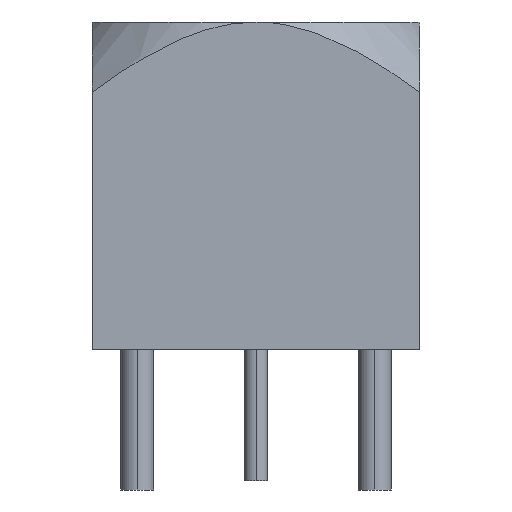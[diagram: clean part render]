
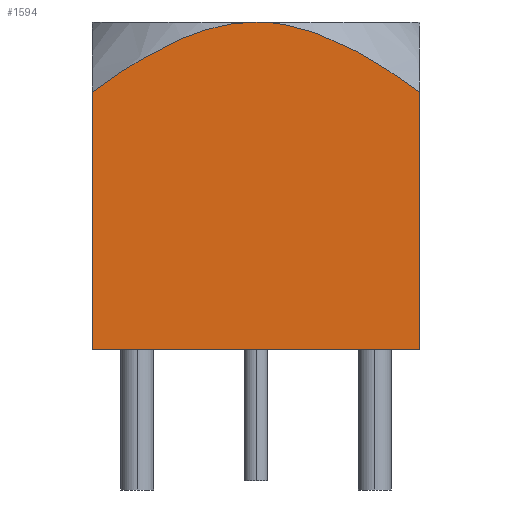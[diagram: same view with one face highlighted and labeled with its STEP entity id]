
A CAD part, left-side view. The second image highlights one B-rep face of the part: STEP entity #1594.
In plain terms, the highlighted planar face has unit normal (-1, 0, 0).
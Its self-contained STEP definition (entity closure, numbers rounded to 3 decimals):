
#1341=CARTESIAN_POINT('',(-3.5,-3.5,0.0));
#1342=VERTEX_POINT('',#1341);
#1349=CARTESIAN_POINT('',(-3.5,3.5,0.0));
#1350=VERTEX_POINT('',#1349);
#1351=CARTESIAN_POINT('',(-3.5,3.5,0.0));
#1352=DIRECTION('',(0.0,-1.0,0.0));
#1353=VECTOR('',#1352,7.0);
#1354=LINE('',#1351,#1353);
#1355=EDGE_CURVE('',#1350,#1342,#1354,.T.);
#1470=CARTESIAN_POINT('',(-3.5,0.,7.));
#1471=VERTEX_POINT('',#1470);
#1512=CARTESIAN_POINT('',(-3.5,-3.5,5.5));
#1513=VERTEX_POINT('',#1512);
#1527=CARTESIAN_POINT('',(-3.5,-3.5,0.0));
#1528=DIRECTION('',(0.0,0.0,1.0));
#1529=VECTOR('',#1528,5.5);
#1530=LINE('',#1527,#1529);
#1531=EDGE_CURVE('',#1342,#1513,#1530,.T.);
#1551=CARTESIAN_POINT('',(-3.5,-3.85,7.35));
#1552=DIRECTION('',(1.0,0.0,0.0));
#1553=DIRECTION('',(0.0,0.0,-1.0));
#1554=AXIS2_PLACEMENT_3D('',#1551,#1552,#1553);
#1555=PLANE('',#1554);
#1556=CARTESIAN_POINT('',(-3.5,3.5,5.5));
#1557=VERTEX_POINT('',#1556);
#1558=CARTESIAN_POINT('',(-3.5,0.,7.));
#1559=CARTESIAN_POINT('',(-3.5,1.45,7.));
#1560=CARTESIAN_POINT('',(-3.5,3.5,5.5));
#1568=(BOUNDED_CURVE()B_SPLINE_CURVE(2,(#1558,#1559,#1560),.UNSPECIFIED.,.F.,.U.)B_SPLINE_CURVE_WITH_KNOTS((3,3),(3.856,7.711),.UNSPECIFIED.)CURVE()GEOMETRIC_REPRESENTATION_ITEM()RATIONAL_B_SPLINE_CURVE((1.0,1.099,1.0))REPRESENTATION_ITEM(''));
#1569=EDGE_CURVE('',#1471,#1557,#1568,.T.);
#1570=ORIENTED_EDGE('',*,*,#1569,.T.);
#1571=CARTESIAN_POINT('',(-3.5,3.5,5.5));
#1572=DIRECTION('',(0.0,0.0,-1.0));
#1573=VECTOR('',#1572,5.5);
#1574=LINE('',#1571,#1573);
#1575=EDGE_CURVE('',#1557,#1350,#1574,.T.);
#1576=ORIENTED_EDGE('',*,*,#1575,.T.);
#1577=ORIENTED_EDGE('',*,*,#1355,.T.);
#1578=ORIENTED_EDGE('',*,*,#1531,.T.);
#1579=CARTESIAN_POINT('',(-3.5,-3.5,5.5));
#1580=CARTESIAN_POINT('',(-3.5,-1.45,7.));
#1581=CARTESIAN_POINT('',(-3.5,0.,7.));
#1589=(BOUNDED_CURVE()B_SPLINE_CURVE(2,(#1579,#1580,#1581),.UNSPECIFIED.,.F.,.U.)B_SPLINE_CURVE_WITH_KNOTS((3,3),(0.0,3.856),.UNSPECIFIED.)CURVE()GEOMETRIC_REPRESENTATION_ITEM()RATIONAL_B_SPLINE_CURVE((1.0,1.099,1.0))REPRESENTATION_ITEM(''));
#1590=EDGE_CURVE('',#1513,#1471,#1589,.T.);
#1591=ORIENTED_EDGE('',*,*,#1590,.T.);
#1592=EDGE_LOOP('',(#1570,#1576,#1577,#1578,#1591));
#1593=FACE_OUTER_BOUND('',#1592,.T.);
#1594=ADVANCED_FACE('',(#1593),#1555,.F.);
